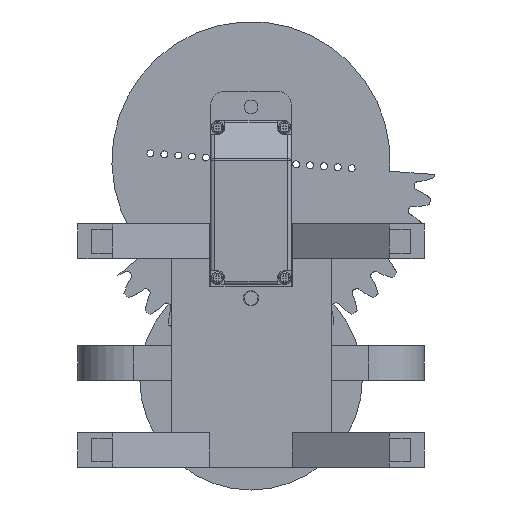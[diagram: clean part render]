
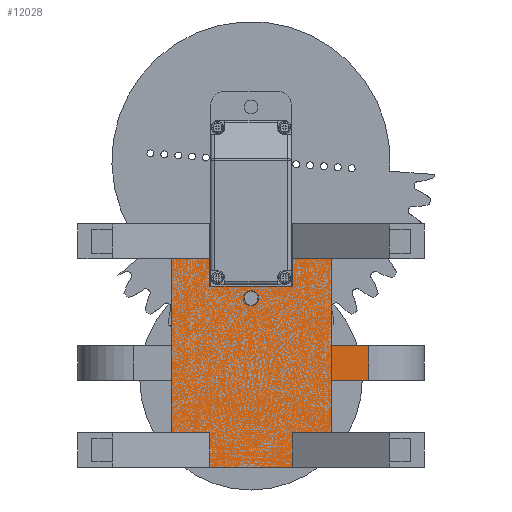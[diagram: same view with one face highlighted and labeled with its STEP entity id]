
A CAD part, front view. The second image highlights one B-rep face of the part: STEP entity #12028.
In plain terms, the highlighted planar face has unit normal (0, -1, 0).
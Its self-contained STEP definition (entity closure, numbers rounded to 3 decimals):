
#124=FACE_BOUND('',#2446,.T.);
#1101=CIRCLE('',#12850,1.1);
#1731=FACE_OUTER_BOUND('',#2445,.T.);
#2445=EDGE_LOOP('',(#8782,#8783,#8784,#8785,#8786,#8787,#8788,#8789,#8790,
#8791,#8792,#8793,#8794,#8795));
#2446=EDGE_LOOP('',(#8796));
#3138=LINE('',#28852,#4040);
#3140=LINE('',#28858,#4042);
#3146=LINE('',#28872,#4048);
#3147=LINE('',#28874,#4049);
#3148=LINE('',#28876,#4050);
#3149=LINE('',#28878,#4051);
#3150=LINE('',#28880,#4052);
#3151=LINE('',#28882,#4053);
#3152=LINE('',#28884,#4054);
#3153=LINE('',#28886,#4055);
#3154=LINE('',#28888,#4056);
#3155=LINE('',#28890,#4057);
#3156=LINE('',#28892,#4058);
#3157=LINE('',#28893,#4059);
#4040=VECTOR('',#14101,10.);
#4042=VECTOR('',#14107,10.);
#4048=VECTOR('',#14117,10.);
#4049=VECTOR('',#14118,10.);
#4050=VECTOR('',#14119,10.);
#4051=VECTOR('',#14120,10.);
#4052=VECTOR('',#14121,10.);
#4053=VECTOR('',#14122,10.);
#4054=VECTOR('',#14123,10.);
#4055=VECTOR('',#14124,10.);
#4056=VECTOR('',#14125,10.);
#4057=VECTOR('',#14126,10.);
#4058=VECTOR('',#14127,10.);
#4059=VECTOR('',#14128,10.);
#5114=VERTEX_POINT('',#28849);
#5115=VERTEX_POINT('',#28851);
#5117=VERTEX_POINT('',#28857);
#5123=VERTEX_POINT('',#28871);
#5124=VERTEX_POINT('',#28873);
#5125=VERTEX_POINT('',#28875);
#5126=VERTEX_POINT('',#28877);
#5127=VERTEX_POINT('',#28879);
#5128=VERTEX_POINT('',#28881);
#5129=VERTEX_POINT('',#28883);
#5130=VERTEX_POINT('',#28885);
#5131=VERTEX_POINT('',#28887);
#5132=VERTEX_POINT('',#28889);
#5133=VERTEX_POINT('',#28891);
#5134=VERTEX_POINT('',#28894);
#6472=EDGE_CURVE('',#5114,#5115,#3138,.T.);
#6475=EDGE_CURVE('',#5115,#5117,#3140,.T.);
#6482=EDGE_CURVE('',#5123,#5114,#3146,.T.);
#6483=EDGE_CURVE('',#5123,#5124,#3147,.T.);
#6484=EDGE_CURVE('',#5124,#5125,#3148,.T.);
#6485=EDGE_CURVE('',#5125,#5126,#3149,.T.);
#6486=EDGE_CURVE('',#5126,#5127,#3150,.T.);
#6487=EDGE_CURVE('',#5127,#5128,#3151,.T.);
#6488=EDGE_CURVE('',#5128,#5129,#3152,.T.);
#6489=EDGE_CURVE('',#5129,#5130,#3153,.T.);
#6490=EDGE_CURVE('',#5130,#5131,#3154,.T.);
#6491=EDGE_CURVE('',#5131,#5132,#3155,.T.);
#6492=EDGE_CURVE('',#5132,#5133,#3156,.T.);
#6493=EDGE_CURVE('',#5133,#5117,#3157,.T.);
#6494=EDGE_CURVE('',#5134,#5134,#1101,.T.);
#8782=ORIENTED_EDGE('',*,*,#6472,.F.);
#8783=ORIENTED_EDGE('',*,*,#6482,.F.);
#8784=ORIENTED_EDGE('',*,*,#6483,.T.);
#8785=ORIENTED_EDGE('',*,*,#6484,.T.);
#8786=ORIENTED_EDGE('',*,*,#6485,.T.);
#8787=ORIENTED_EDGE('',*,*,#6486,.T.);
#8788=ORIENTED_EDGE('',*,*,#6487,.T.);
#8789=ORIENTED_EDGE('',*,*,#6488,.T.);
#8790=ORIENTED_EDGE('',*,*,#6489,.T.);
#8791=ORIENTED_EDGE('',*,*,#6490,.T.);
#8792=ORIENTED_EDGE('',*,*,#6491,.T.);
#8793=ORIENTED_EDGE('',*,*,#6492,.T.);
#8794=ORIENTED_EDGE('',*,*,#6493,.T.);
#8795=ORIENTED_EDGE('',*,*,#6475,.F.);
#8796=ORIENTED_EDGE('',*,*,#6494,.T.);
#11627=PLANE('',#12849);
#12028=ADVANCED_FACE('',(#1731,#124),#11627,.F.);
#12849=AXIS2_PLACEMENT_3D('',#28870,#14115,#14116);
#12850=AXIS2_PLACEMENT_3D('',#28895,#14129,#14130);
#14101=DIRECTION('',(0.,0.,-1.));
#14107=DIRECTION('',(-1.,0.,0.));
#14115=DIRECTION('center_axis',(0.,1.,0.));
#14116=DIRECTION('ref_axis',(1.,0.,0.));
#14117=DIRECTION('',(1.,0.,0.));
#14118=DIRECTION('',(0.,0.,1.));
#14119=DIRECTION('',(-1.,0.,0.));
#14120=DIRECTION('',(0.,0.,-1.));
#14121=DIRECTION('',(-1.,0.,0.));
#14122=DIRECTION('',(0.,0.,1.));
#14123=DIRECTION('',(-1.,0.,0.));
#14124=DIRECTION('',(0.,0.,-1.));
#14125=DIRECTION('',(1.,0.,0.));
#14126=DIRECTION('',(0.,0.,1.));
#14127=DIRECTION('',(1.,0.,0.));
#14128=DIRECTION('',(0.,0.,1.));
#14129=DIRECTION('center_axis',(0.,1.,0.));
#14130=DIRECTION('ref_axis',(-1.,0.,0.));
#28849=CARTESIAN_POINT('',(28.4,0.,17.5));
#28851=CARTESIAN_POINT('',(28.4,0.,12.5));
#28852=CARTESIAN_POINT('',(28.4,0.,16.25));
#28857=CARTESIAN_POINT('',(23.,0.,12.5));
#28858=CARTESIAN_POINT('',(31.4,0.,12.5));
#28870=CARTESIAN_POINT('Origin',(11.5,0.,17.5));
#28871=CARTESIAN_POINT('',(23.,0.,17.5));
#28872=CARTESIAN_POINT('',(31.4,0.,17.5));
#28873=CARTESIAN_POINT('',(23.,0.,30.));
#28874=CARTESIAN_POINT('',(23.,0.,0.));
#28875=CARTESIAN_POINT('',(17.4,0.,30.));
#28876=CARTESIAN_POINT('',(19.2,0.,30.));
#28877=CARTESIAN_POINT('',(17.4,0.,26.));
#28878=CARTESIAN_POINT('',(17.4,0.,21.75));
#28879=CARTESIAN_POINT('',(5.6,0.,26.));
#28880=CARTESIAN_POINT('',(8.55,0.,26.));
#28881=CARTESIAN_POINT('',(5.6,0.,35.));
#28882=CARTESIAN_POINT('',(5.6,0.,26.25));
#28883=CARTESIAN_POINT('',(0.,0.,35.));
#28884=CARTESIAN_POINT('',(23.,0.,35.));
#28885=CARTESIAN_POINT('',(0.,0.,0.));
#28886=CARTESIAN_POINT('',(0.,0.,35.));
#28887=CARTESIAN_POINT('',(17.4,0.,0.));
#28888=CARTESIAN_POINT('',(0.,0.,0.));
#28889=CARTESIAN_POINT('',(17.4,0.,5.));
#28890=CARTESIAN_POINT('',(17.4,0.,8.75));
#28891=CARTESIAN_POINT('',(23.,0.,5.));
#28892=CARTESIAN_POINT('',(14.85,0.,5.));
#28893=CARTESIAN_POINT('',(23.,0.,0.));
#28894=CARTESIAN_POINT('',(12.6,0.,24.3));
#28895=CARTESIAN_POINT('Origin',(11.5,0.,24.3));
